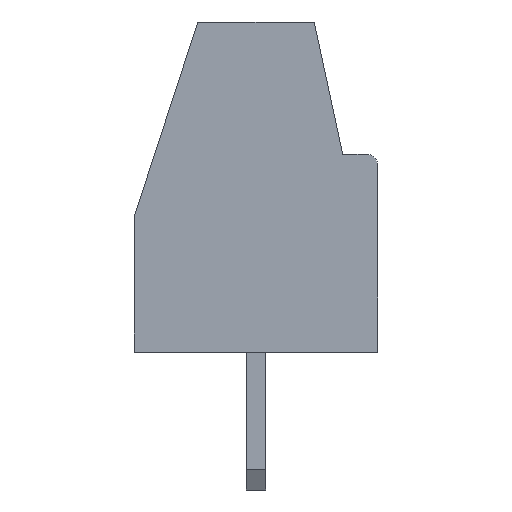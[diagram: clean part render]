
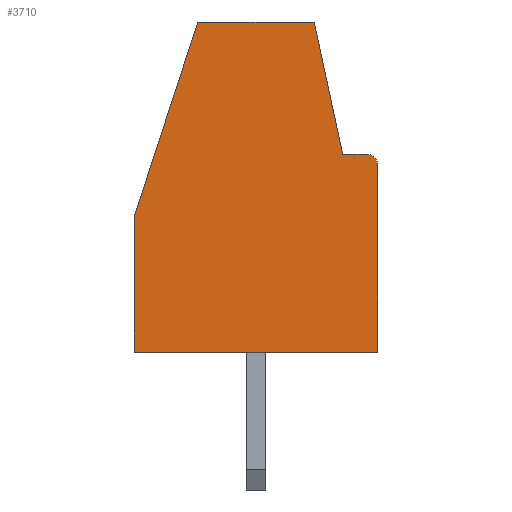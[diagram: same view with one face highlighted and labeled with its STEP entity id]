
A CAD part, left-side view. The second image highlights one B-rep face of the part: STEP entity #3710.
In plain terms, the highlighted planar face has unit normal (-1, 0, 0).
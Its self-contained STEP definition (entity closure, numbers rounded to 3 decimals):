
#1234 = VERTEX_POINT ( 'NONE', #4529 ) ;
#1523 = EDGE_LOOP ( 'NONE', ( #5149, #5150, #5151, #5152, #5153, #5154, #5155, #5156 ) ) ;
#1727 = VECTOR ( 'NONE', #5665, 1000. ) ;
#1730 = LINE ( 'NONE', #5669, #1727 ) ;
#1812 = PLANE ( 'NONE',  #5993 ) ;
#2186 = LINE ( 'NONE', #2801, #2189 ) ;
#2189 = VECTOR ( 'NONE', #2802, 1000. ) ;
#2190 = LINE ( 'NONE', #2795, #2192 ) ;
#2192 = VECTOR ( 'NONE', #2796, 1000. ) ;
#2204 = CIRCLE ( 'NONE', #6231, 0.3 ) ;
#2206 = LINE ( 'NONE', #2818, #2208 ) ;
#2208 = VECTOR ( 'NONE', #2819, 1000. ) ;
#2215 = LINE ( 'NONE', #2840, #2218 ) ;
#2218 = VECTOR ( 'NONE', #2841, 1000. ) ;
#2365 = LINE ( 'NONE', #3012, #2368 ) ;
#2368 = VECTOR ( 'NONE', #3013, 1000. ) ;
#2497 = VERTEX_POINT ( 'NONE', #4488 ) ;
#2498 = VERTEX_POINT ( 'NONE', #4487 ) ;
#2518 = VERTEX_POINT ( 'NONE', #4409 ) ;
#2539 = VERTEX_POINT ( 'NONE', #3310 ) ;
#2552 = VERTEX_POINT ( 'NONE', #3290 ) ;
#2556 = VERTEX_POINT ( 'NONE', #3282 ) ;
#2628 = VERTEX_POINT ( 'NONE', #3228 ) ;
#2795 = CARTESIAN_POINT ( 'NONE',  ( -1.72, 1.5, 8.5 ) ) ;
#2796 = DIRECTION ( 'NONE',  ( 0., -0.311, 0.95 ) ) ;
#2801 = CARTESIAN_POINT ( 'NONE',  ( -1.72, -1.5, 8.5 ) ) ;
#2802 = DIRECTION ( 'NONE',  ( 0., -1., 0. ) ) ;
#2818 = CARTESIAN_POINT ( 'NONE',  ( -1.72, -3.135, 0. ) ) ;
#2819 = DIRECTION ( 'NONE',  ( 0., 0., -1. ) ) ;
#2823 = CARTESIAN_POINT ( 'NONE',  ( -1.72, -2.835, 4.8 ) ) ;
#2824 = DIRECTION ( 'NONE',  ( 1., 0., 0. ) ) ;
#2825 = DIRECTION ( 'NONE',  ( 0., 0., -1. ) ) ;
#2840 = CARTESIAN_POINT ( 'NONE',  ( -1.72, -2.835, 5.1 ) ) ;
#2841 = DIRECTION ( 'NONE',  ( 0., -1., 0. ) ) ;
#3012 = CARTESIAN_POINT ( 'NONE',  ( -1.72, 3.135, 3.5 ) ) ;
#3013 = DIRECTION ( 'NONE',  ( 0., 0., 1. ) ) ;
#3087 = CARTESIAN_POINT ( 'NONE',  ( -1.72, 3.135, 0. ) ) ;
#3088 = DIRECTION ( 'NONE',  ( 0., 1., 0. ) ) ;
#3141 = FACE_OUTER_BOUND ( 'NONE', #1523, .T. ) ;
#3228 = CARTESIAN_POINT ( 'NONE',  ( -1.72, -1.5, 8.5 ) ) ;
#3282 = CARTESIAN_POINT ( 'NONE',  ( -1.72, -3.135, 0. ) ) ;
#3290 = CARTESIAN_POINT ( 'NONE',  ( -1.72, -2.835, 5.1 ) ) ;
#3310 = CARTESIAN_POINT ( 'NONE',  ( -1.72, 1.5, 8.5 ) ) ;
#3710 = ADVANCED_FACE ( 'NONE', ( #3141 ), #1812, .F. ) ;
#3880 = EDGE_CURVE ( 'NONE', #2628, #2518, #1730, .T. ) ;
#4339 = LINE ( 'NONE', #3087, #4342 ) ;
#4342 = VECTOR ( 'NONE', #3088, 1000. ) ;
#4409 = CARTESIAN_POINT ( 'NONE',  ( -1.72, -2.235, 5.1 ) ) ;
#4487 = CARTESIAN_POINT ( 'NONE',  ( -1.72, 3.135, 3.5 ) ) ;
#4488 = CARTESIAN_POINT ( 'NONE',  ( -1.72, -3.135, 4.8 ) ) ;
#4529 = CARTESIAN_POINT ( 'NONE',  ( -1.72, 3.135, 0. ) ) ;
#5149 = ORIENTED_EDGE ( 'NONE', *, *, #6159, .F. ) ;
#5150 = ORIENTED_EDGE ( 'NONE', *, *, #6192, .F. ) ;
#5151 = ORIENTED_EDGE ( 'NONE', *, *, #6072, .F. ) ;
#5152 = ORIENTED_EDGE ( 'NONE', *, *, #6071, .F. ) ;
#5153 = ORIENTED_EDGE ( 'NONE', *, *, #6078, .F. ) ;
#5154 = ORIENTED_EDGE ( 'NONE', *, *, #3880, .F. ) ;
#5155 = ORIENTED_EDGE ( 'NONE', *, *, #6061, .F. ) ;
#5156 = ORIENTED_EDGE ( 'NONE', *, *, #6063, .F. ) ;
#5665 = DIRECTION ( 'NONE',  ( 0., -0.211, -0.977 ) ) ;
#5669 = CARTESIAN_POINT ( 'NONE',  ( -1.72, -2.235, 5.1 ) ) ;
#5775 = DIRECTION ( 'NONE',  ( 0., 0., -1. ) ) ;
#5776 = DIRECTION ( 'NONE',  ( 1., 0., 0. ) ) ;
#5777 = CARTESIAN_POINT ( 'NONE',  ( -1.72, -2.835, 4.8 ) ) ;
#5993 = AXIS2_PLACEMENT_3D ( 'NONE', #5777, #5776, #5775 ) ;
#6061 = EDGE_CURVE ( 'NONE', #2539, #2628, #2186, .T. ) ;
#6063 = EDGE_CURVE ( 'NONE', #2498, #2539, #2190, .T. ) ;
#6071 = EDGE_CURVE ( 'NONE', #2552, #2497, #2204, .T. ) ;
#6072 = EDGE_CURVE ( 'NONE', #2497, #2556, #2206, .T. ) ;
#6078 = EDGE_CURVE ( 'NONE', #2518, #2552, #2215, .T. ) ;
#6159 = EDGE_CURVE ( 'NONE', #1234, #2498, #2365, .T. ) ;
#6192 = EDGE_CURVE ( 'NONE', #2556, #1234, #4339, .T. ) ;
#6231 = AXIS2_PLACEMENT_3D ( 'NONE', #2823, #2824, #2825 ) ;
